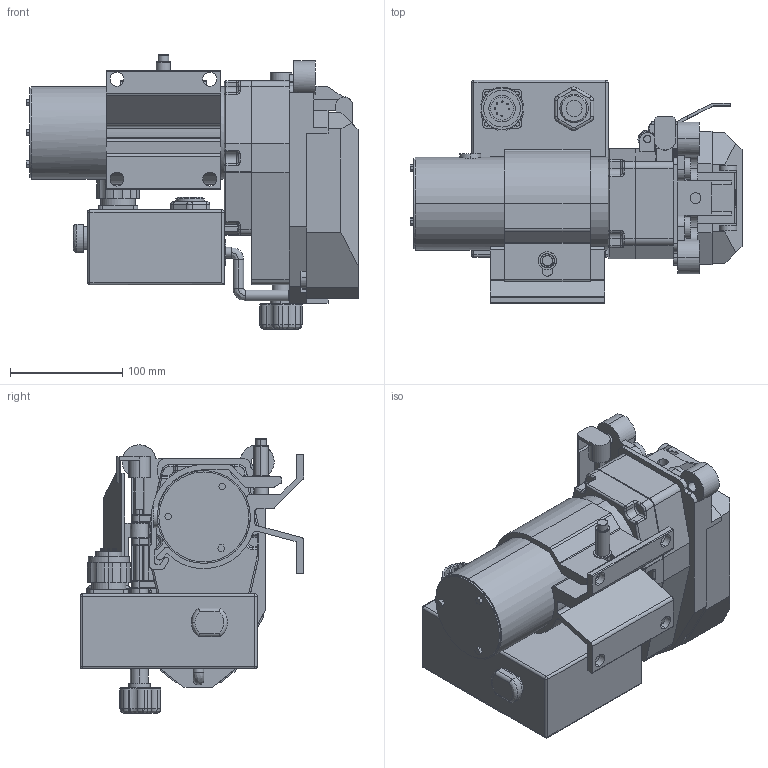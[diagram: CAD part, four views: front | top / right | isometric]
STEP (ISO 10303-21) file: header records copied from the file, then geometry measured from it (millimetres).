
FILE_DESCRIPTION (( 'STEP AP203' ), '1' );
FILE_NAME ('195426.STEP', '2006-10-25T17:57:09', ( ' ' ), ( '' ), 'SwSTEP 2.0', 'SolidWorks 2006052', '' );
FILE_SCHEMA (( 'CONFIG_CONTROL_DESIGN' ));
Length unit declared in the file: inch
Products named in the file (1): 195426
Bounding box: 295.25 x 198.89 x 244.09 mm (x, y, z)
Volume: 4410849.1 mm3; surface area: 388383.8 mm2
Topology: 7 solids, 7 shells, 1603 faces, 4325 edges, 2752 vertices
Faces by surface type: plane 859, cylinder 574, bspline 153, torus 15, cone 2
Entity records: 53064 total; most frequent: CARTESIAN_POINT 12949, ORIENTED_EDGE 8586, DIRECTION 8245, EDGE_CURVE 4293, VECTOR 2869, LINE 2869, VERTEX_POINT 2750, AXIS2_PLACEMENT_3D 2688
